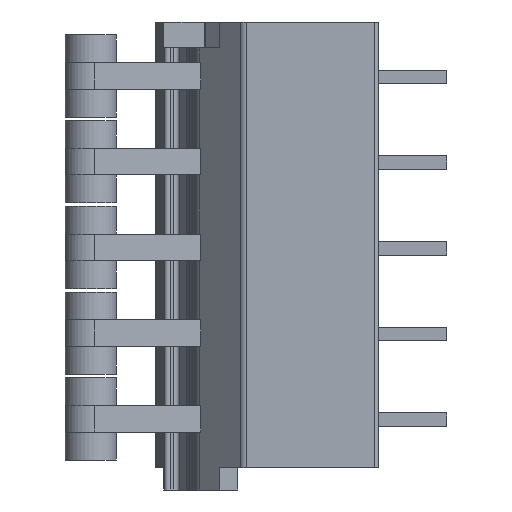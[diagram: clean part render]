
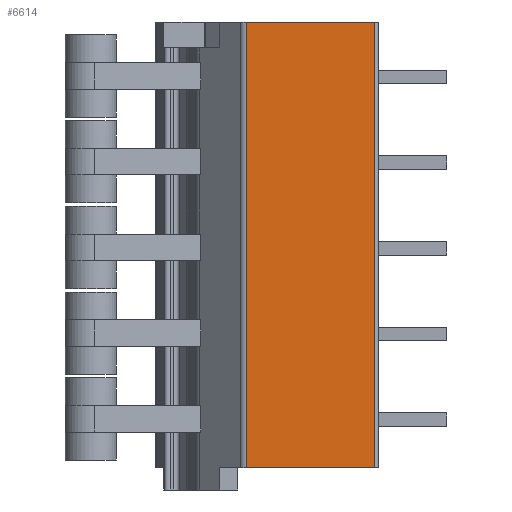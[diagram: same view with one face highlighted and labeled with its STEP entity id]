
A CAD part, left-side view. The second image highlights one B-rep face of the part: STEP entity #6614.
In plain terms, the highlighted planar face has unit normal (-1, 0, 0).
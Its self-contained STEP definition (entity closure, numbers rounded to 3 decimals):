
#30=DIRECTION('',(0.,-1.,0.));
#31=VECTOR('',#30,7.471);
#32=CARTESIAN_POINT('',(0.,7.671,-22.8));
#33=LINE('',#32,#31);
#310=DIRECTION('',(0.,-1.,0.));
#311=VECTOR('',#310,7.471);
#312=CARTESIAN_POINT('',(0.,7.671,3.2));
#313=LINE('',#312,#311);
#419=DIRECTION('',(0.,0.,1.));
#420=VECTOR('',#419,26.);
#421=CARTESIAN_POINT('',(0.,7.671,-22.8));
#422=LINE('',#421,#420);
#423=DIRECTION('',(0.,0.,1.));
#424=VECTOR('',#423,26.);
#425=CARTESIAN_POINT('',(0.,0.2,-22.8));
#426=LINE('',#425,#424);
#5038=CARTESIAN_POINT('',(0.,7.671,-22.8));
#5040=VERTEX_POINT('',#5038);
#5041=CARTESIAN_POINT('',(0.,0.2,-22.8));
#5042=VERTEX_POINT('',#5041);
#5158=CARTESIAN_POINT('',(0.,7.671,3.2));
#5160=VERTEX_POINT('',#5158);
#5161=CARTESIAN_POINT('',(0.,0.2,3.2));
#5162=VERTEX_POINT('',#5161);
#6602=CARTESIAN_POINT('',(0.,7.671,-22.8));
#6603=DIRECTION('',(-1.,0.,0.));
#6604=DIRECTION('',(0.,-1.,0.));
#6605=AXIS2_PLACEMENT_3D('',#6602,#6603,#6604);
#6606=PLANE('',#6605);
#6607=ORIENTED_EDGE('',*,*,#6596,.T.);
#6608=ORIENTED_EDGE('',*,*,#6506,.T.);
#6610=ORIENTED_EDGE('',*,*,#6609,.F.);
#6611=ORIENTED_EDGE('',*,*,#6306,.F.);
#6612=EDGE_LOOP('',(#6607,#6608,#6610,#6611));
#6613=FACE_OUTER_BOUND('',#6612,.F.);
#6614=ADVANCED_FACE('',(#6613),#6606,.T.);
#6306=EDGE_CURVE('',#5040,#5042,#33,.T.);
#6506=EDGE_CURVE('',#5160,#5162,#313,.T.);
#6596=EDGE_CURVE('',#5040,#5160,#422,.T.);
#6609=EDGE_CURVE('',#5042,#5162,#426,.T.);
